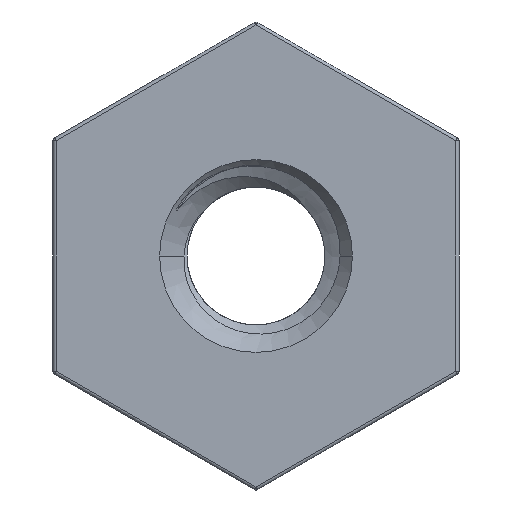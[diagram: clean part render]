
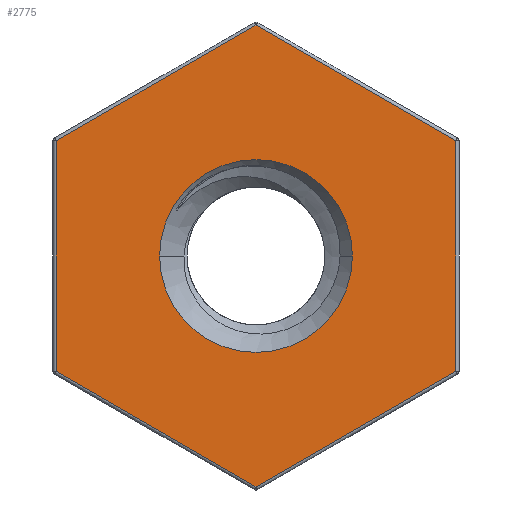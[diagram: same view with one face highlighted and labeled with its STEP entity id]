
A CAD part, left-side view. The second image highlights one B-rep face of the part: STEP entity #2775.
In plain terms, the highlighted planar face has unit normal (-1, 0, 0).
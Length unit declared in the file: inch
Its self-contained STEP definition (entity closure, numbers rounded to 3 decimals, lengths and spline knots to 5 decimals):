
#337=DIRECTION('',(0.,0.,1.));
#338=VECTOR('',#337,0.14203);
#339=CARTESIAN_POINT('',(-0.25,-0.123,-0.07101));
#340=LINE('',#339,#338);
#341=DIRECTION('',(0.,-0.866,0.5));
#342=VECTOR('',#341,0.14203);
#343=CARTESIAN_POINT('',(-0.25,0.,-0.14203));
#344=LINE('',#343,#342);
#345=DIRECTION('',(0.,-0.866,-0.5));
#346=VECTOR('',#345,0.14203);
#347=CARTESIAN_POINT('',(-0.25,0.123,-0.07101));
#348=LINE('',#347,#346);
#349=DIRECTION('',(0.,0.,-1.));
#350=VECTOR('',#349,0.14203);
#351=CARTESIAN_POINT('',(-0.25,0.123,0.07101));
#352=LINE('',#351,#350);
#353=DIRECTION('',(0.,0.866,-0.5));
#354=VECTOR('',#353,0.14203);
#355=CARTESIAN_POINT('',(-0.25,0.,0.14203));
#356=LINE('',#355,#354);
#357=DIRECTION('',(0.,0.866,0.5));
#358=VECTOR('',#357,0.14203);
#359=CARTESIAN_POINT('',(-0.25,-0.123,0.07101));
#360=LINE('',#359,#358);
#361=CARTESIAN_POINT('',(-0.25,0.,0.));
#362=DIRECTION('',(1.,0.,0.));
#363=DIRECTION('',(0.,1.,0.));
#364=AXIS2_PLACEMENT_3D('',#361,#362,#363);
#366=CARTESIAN_POINT('',(-0.25,0.,0.));
#367=DIRECTION('',(1.,0.,0.));
#368=DIRECTION('',(0.,-1.,0.));
#369=AXIS2_PLACEMENT_3D('',#366,#367,#368);
#2367=CARTESIAN_POINT('',(-0.25,-0.123,-0.07101));
#2368=CARTESIAN_POINT('',(-0.25,-0.123,0.07101));
#2369=VERTEX_POINT('',#2367);
#2370=VERTEX_POINT('',#2368);
#2371=CARTESIAN_POINT('',(-0.25,0.,-0.14203));
#2372=VERTEX_POINT('',#2371);
#2373=CARTESIAN_POINT('',(-0.25,0.123,-0.07101));
#2374=VERTEX_POINT('',#2373);
#2375=CARTESIAN_POINT('',(-0.25,0.123,0.07101));
#2376=VERTEX_POINT('',#2375);
#2379=CARTESIAN_POINT('',(-0.25,0.,0.14203));
#2380=VERTEX_POINT('',#2379);
#2381=CARTESIAN_POINT('',(-0.25,0.05936,0.));
#2382=CARTESIAN_POINT('',(-0.25,-0.05936,0.));
#2383=VERTEX_POINT('',#2381);
#2384=VERTEX_POINT('',#2382);
#2751=CARTESIAN_POINT('',(-0.25,0.,0.));
#2752=DIRECTION('',(1.,0.,0.));
#2753=DIRECTION('',(0.,-1.,0.));
#2754=AXIS2_PLACEMENT_3D('',#2751,#2752,#2753);
#2755=PLANE('',#2754);
#2757=ORIENTED_EDGE('',*,*,#2756,.F.);
#2759=ORIENTED_EDGE('',*,*,#2758,.F.);
#2761=ORIENTED_EDGE('',*,*,#2760,.F.);
#2762=ORIENTED_EDGE('',*,*,#2742,.F.);
#2764=ORIENTED_EDGE('',*,*,#2763,.F.);
#2766=ORIENTED_EDGE('',*,*,#2765,.F.);
#2767=EDGE_LOOP('',(#2757,#2759,#2761,#2762,#2764,#2766));
#2768=FACE_OUTER_BOUND('',#2767,.F.);
#2770=ORIENTED_EDGE('',*,*,#2769,.F.);
#2772=ORIENTED_EDGE('',*,*,#2771,.F.);
#2773=EDGE_LOOP('',(#2770,#2772));
#2774=FACE_BOUND('',#2773,.F.);
#365=CIRCLE('',#364,0.05936);
#370=CIRCLE('',#369,0.05936);
#2742=EDGE_CURVE('',#2376,#2374,#352,.T.);
#2756=EDGE_CURVE('',#2369,#2370,#340,.T.);
#2758=EDGE_CURVE('',#2372,#2369,#344,.T.);
#2760=EDGE_CURVE('',#2374,#2372,#348,.T.);
#2763=EDGE_CURVE('',#2380,#2376,#356,.T.);
#2765=EDGE_CURVE('',#2370,#2380,#360,.T.);
#2769=EDGE_CURVE('',#2383,#2384,#365,.T.);
#2771=EDGE_CURVE('',#2384,#2383,#370,.T.);
#2775=ADVANCED_FACE('',(#2768,#2774),#2755,.F.);
